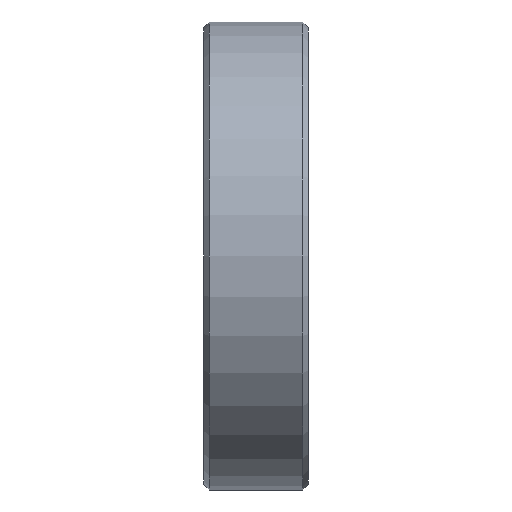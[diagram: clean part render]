
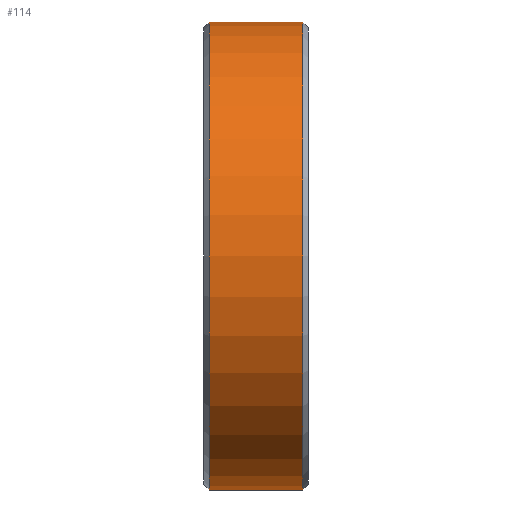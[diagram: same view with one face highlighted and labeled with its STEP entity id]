
A CAD part, left-side view. The second image highlights one B-rep face of the part: STEP entity #114.
In plain terms, the highlighted cylindrical face has radius 17 mm (diameter 34 mm), a partial arc.
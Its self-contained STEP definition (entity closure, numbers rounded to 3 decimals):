
#25 = LINE ( 'NONE', #845, #80 ) ;
#27 = DIRECTION ( 'NONE',  ( 0., 0., 1. ) ) ;
#80 = VECTOR ( 'NONE', #1388, 1000. ) ;
#104 = ORIENTED_EDGE ( 'NONE', *, *, #728, .T. ) ;
#114 = ADVANCED_FACE ( 'NONE', ( #1359 ), #260, .T. ) ;
#183 = ORIENTED_EDGE ( 'NONE', *, *, #1294, .T. ) ;
#250 = ORIENTED_EDGE ( 'NONE', *, *, #1241, .T. ) ;
#256 = AXIS2_PLACEMENT_3D ( 'NONE', #333, #679, #1342 ) ;
#260 = CYLINDRICAL_SURFACE ( 'NONE', #331, 17. ) ;
#296 = VECTOR ( 'NONE', #379, 1000. ) ;
#331 = AXIS2_PLACEMENT_3D ( 'NONE', #1097, #1168, #27 ) ;
#333 = CARTESIAN_POINT ( 'NONE',  ( 0., 7.2, 0. ) ) ;
#379 = DIRECTION ( 'NONE',  ( 0., 1., 0. ) ) ;
#420 = ORIENTED_EDGE ( 'NONE', *, *, #1246, .F. ) ;
#560 = VERTEX_POINT ( 'NONE', #1315 ) ;
#566 = CARTESIAN_POINT ( 'NONE',  ( 0., 7.2, 17. ) ) ;
#679 = DIRECTION ( 'NONE',  ( 0., -1., 0. ) ) ;
#728 = EDGE_CURVE ( 'NONE', #1113, #863, #25, .T. ) ;
#801 = CARTESIAN_POINT ( 'NONE',  ( 0., 7.2, -17. ) ) ;
#845 = CARTESIAN_POINT ( 'NONE',  ( 0., 53.835, 17. ) ) ;
#851 = CARTESIAN_POINT ( 'NONE',  ( 0., 53.835, -17. ) ) ;
#863 = VERTEX_POINT ( 'NONE', #566 ) ;
#1032 = AXIS2_PLACEMENT_3D ( 'NONE', #1281, #1507, #1435 ) ;
#1097 = CARTESIAN_POINT ( 'NONE',  ( 0., 53.835, 0. ) ) ;
#1113 = VERTEX_POINT ( 'NONE', #1271 ) ;
#1168 = DIRECTION ( 'NONE',  ( 0., 1., 0. ) ) ;
#1219 = LINE ( 'NONE', #851, #296 ) ;
#1241 = EDGE_CURVE ( 'NONE', #863, #1470, #1343, .T. ) ;
#1246 = EDGE_CURVE ( 'NONE', #560, #1470, #1219, .T. ) ;
#1271 = CARTESIAN_POINT ( 'NONE',  ( 0., 0.4, 17. ) ) ;
#1281 = CARTESIAN_POINT ( 'NONE',  ( 0., 0.4, 0. ) ) ;
#1294 = EDGE_CURVE ( 'NONE', #560, #1113, #1431, .T. ) ;
#1315 = CARTESIAN_POINT ( 'NONE',  ( 0., 0.4, -17. ) ) ;
#1340 = EDGE_LOOP ( 'NONE', ( #420, #183, #104, #250 ) ) ;
#1342 = DIRECTION ( 'NONE',  ( 0., 0., 1. ) ) ;
#1343 = CIRCLE ( 'NONE', #256, 17. ) ;
#1359 = FACE_OUTER_BOUND ( 'NONE', #1340, .T. ) ;
#1388 = DIRECTION ( 'NONE',  ( 0., 1., 0. ) ) ;
#1431 = CIRCLE ( 'NONE', #1032, 17. ) ;
#1435 = DIRECTION ( 'NONE',  ( 0., 0., -1. ) ) ;
#1470 = VERTEX_POINT ( 'NONE', #801 ) ;
#1507 = DIRECTION ( 'NONE',  ( 0., 1., 0. ) ) ;
